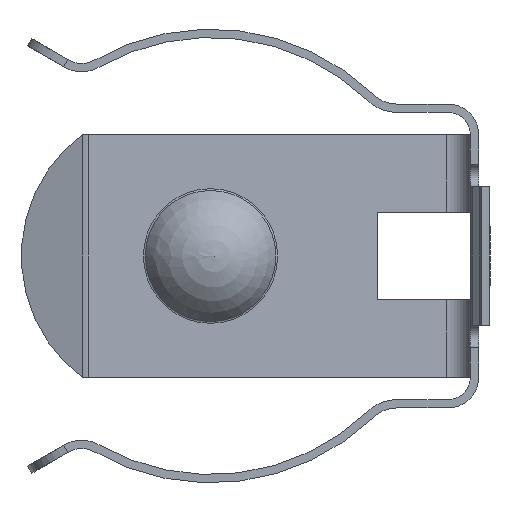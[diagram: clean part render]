
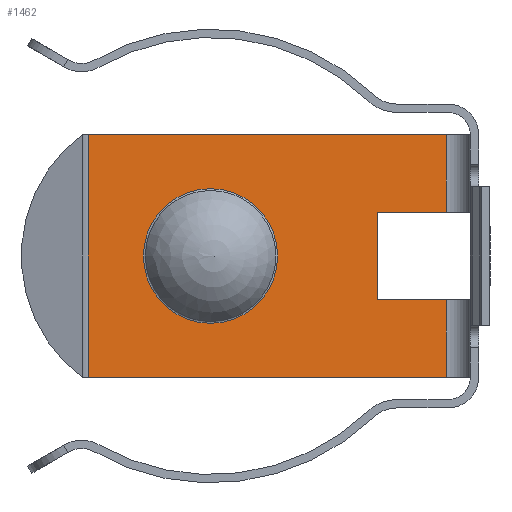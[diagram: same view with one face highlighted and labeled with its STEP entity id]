
A CAD part, left-side view. The second image highlights one B-rep face of the part: STEP entity #1462.
In plain terms, the highlighted planar face has unit normal (-0.996, -0.087, 0).
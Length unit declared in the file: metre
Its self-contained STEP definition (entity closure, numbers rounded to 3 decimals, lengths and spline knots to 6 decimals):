
#54=CIRCLE('',#1559,0.002465);
#134=ORIENTED_EDGE('',*,*,#580,.F.);
#135=ORIENTED_EDGE('',*,*,#581,.F.);
#136=ORIENTED_EDGE('',*,*,#582,.F.);
#137=ORIENTED_EDGE('',*,*,#583,.F.);
#138=ORIENTED_EDGE('',*,*,#584,.F.);
#139=ORIENTED_EDGE('',*,*,#585,.F.);
#140=ORIENTED_EDGE('',*,*,#586,.F.);
#141=ORIENTED_EDGE('',*,*,#587,.F.);
#142=ORIENTED_EDGE('',*,*,#588,.F.);
#580=EDGE_CURVE('',#803,#804,#949,.T.);
#581=EDGE_CURVE('',#805,#803,#950,.T.);
#582=EDGE_CURVE('',#806,#805,#951,.T.);
#583=EDGE_CURVE('',#807,#806,#952,.T.);
#584=EDGE_CURVE('',#808,#807,#953,.T.);
#585=EDGE_CURVE('',#809,#808,#954,.T.);
#586=EDGE_CURVE('',#810,#809,#955,.T.);
#587=EDGE_CURVE('',#804,#810,#956,.T.);
#588=EDGE_CURVE('',#811,#811,#54,.T.);
#803=VERTEX_POINT('',#2195);
#804=VERTEX_POINT('',#2196);
#805=VERTEX_POINT('',#2198);
#806=VERTEX_POINT('',#2200);
#807=VERTEX_POINT('',#2202);
#808=VERTEX_POINT('',#2204);
#809=VERTEX_POINT('',#2206);
#810=VERTEX_POINT('',#2208);
#811=VERTEX_POINT('',#2211);
#949=LINE('',#2194,#1092);
#950=LINE('',#2197,#1093);
#951=LINE('',#2199,#1094);
#952=LINE('',#2201,#1095);
#953=LINE('',#2203,#1096);
#954=LINE('',#2205,#1097);
#955=LINE('',#2207,#1098);
#956=LINE('',#2209,#1099);
#1092=VECTOR('',#1725,1.);
#1093=VECTOR('',#1726,1.);
#1094=VECTOR('',#1727,1.);
#1095=VECTOR('',#1728,1.);
#1096=VECTOR('',#1729,1.);
#1097=VECTOR('',#1730,1.);
#1098=VECTOR('',#1731,1.);
#1099=VECTOR('',#1732,1.);
#1235=EDGE_LOOP('',(#134,#135,#136,#137,#138,#139,#140,#141));
#1236=EDGE_LOOP('',(#142));
#1328=FACE_BOUND('',#1235,.T.);
#1329=FACE_BOUND('',#1236,.T.);
#1421=PLANE('',#1558);
#1462=ADVANCED_FACE('',(#1328,#1329),#1421,.T.);
#1558=AXIS2_PLACEMENT_3D('',#2193,#1723,#1724);
#1559=AXIS2_PLACEMENT_3D('',#2210,#1733,#1734);
#1723=DIRECTION('',(-0.996,-0.087,0.));
#1724=DIRECTION('',(0.,0.,-1.));
#1725=DIRECTION('',(0.,0.,-1.));
#1726=DIRECTION('',(-0.087,0.996,0.));
#1727=DIRECTION('',(0.,0.,-1.));
#1728=DIRECTION('',(0.087,-0.996,0.));
#1729=DIRECTION('',(0.,0.,1.));
#1730=DIRECTION('',(-0.087,0.996,0.));
#1731=DIRECTION('',(0.,0.,-1.));
#1732=DIRECTION('',(0.087,-0.996,0.));
#1733=DIRECTION('',(-0.996,-0.087,0.));
#1734=DIRECTION('',(-0.087,0.996,0.));
#2193=CARTESIAN_POINT('',(0.006761,0.001547,0.));
#2194=CARTESIAN_POINT('',(0.006535,0.004132,0.));
#2195=CARTESIAN_POINT('',(0.006535,0.004132,0.0016));
#2196=CARTESIAN_POINT('',(0.006535,0.004132,-0.0016));
#2197=CARTESIAN_POINT('',(0.006761,0.001547,0.0016));
#2198=CARTESIAN_POINT('',(0.006756,0.001604,0.0016));
#2199=CARTESIAN_POINT('',(0.006756,0.001604,0.004445));
#2200=CARTESIAN_POINT('',(0.006756,0.001604,0.004445));
#2201=CARTESIAN_POINT('',(0.006834,0.00072,0.004445));
#2202=CARTESIAN_POINT('',(0.00561,0.014713,0.004445));
#2203=CARTESIAN_POINT('',(0.00561,0.014713,0.004445));
#2204=CARTESIAN_POINT('',(0.00561,0.014713,-0.004445));
#2205=CARTESIAN_POINT('',(0.00561,0.014713,-0.004445));
#2206=CARTESIAN_POINT('',(0.006756,0.001604,-0.004445));
#2207=CARTESIAN_POINT('',(0.006756,0.001604,-0.000256));
#2208=CARTESIAN_POINT('',(0.006756,0.001604,-0.0016));
#2209=CARTESIAN_POINT('',(0.006761,0.001547,-0.0016));
#2210=CARTESIAN_POINT('',(0.006002,0.010232,0.));
#2211=CARTESIAN_POINT('',(0.005787,0.012688,0.));
